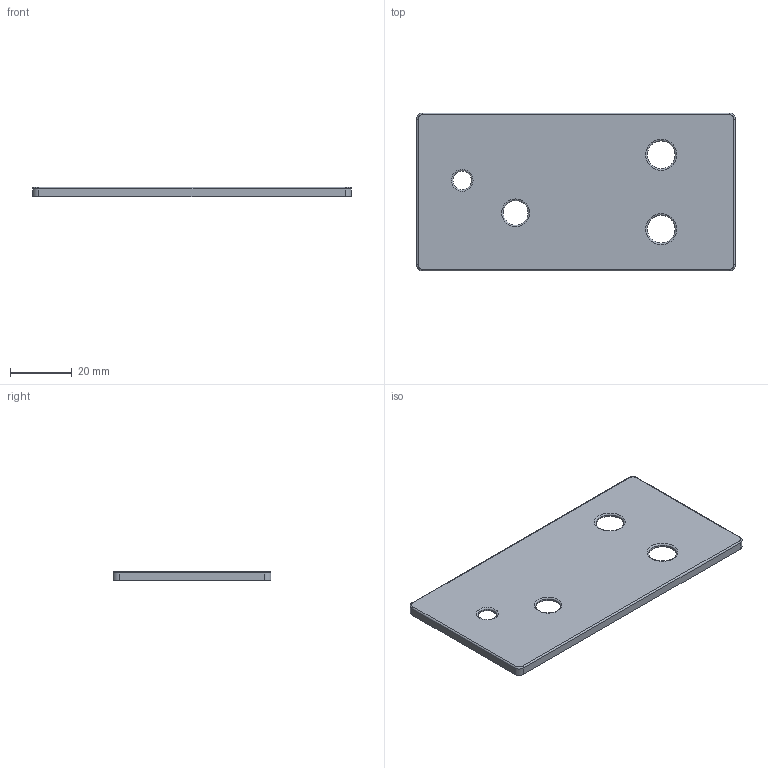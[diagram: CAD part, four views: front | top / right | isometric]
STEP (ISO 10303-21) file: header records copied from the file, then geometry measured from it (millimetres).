
FILE_DESCRIPTION(('FreeCAD Model'),'2;1');
FILE_NAME('Open CASCADE Shape Model','2025-06-16T02:44:11',(''),(''), 'Open CASCADE STEP processor 7.8','FreeCAD','Unknown');
FILE_SCHEMA(('AUTOMOTIVE_DESIGN { 1 0 10303 214 1 1 1 1 }'));
Length unit declared in the file: millimetre
Products named in the file (1): BodyTop
Bounding box: 103 x 51 x 3 mm (x, y, z)
Volume: 5657.7 mm3; surface area: 11711.3 mm2
Topology: 3 solids, 3 shells, 45 faces, 102 edges, 64 vertices
Faces by surface type: plane 21, cylinder 16, torus 8
Full cylindrical faces by diameter (mm): 6 x1, 8 x1, 9 x2
Entity records: 1316 total; most frequent: DIRECTION 238, CARTESIAN_POINT 212, ORIENTED_EDGE 204, EDGE_CURVE 102, AXIS2_PLACEMENT_3D 90, VERTEX_POINT 64, LINE 58, VECTOR 58
